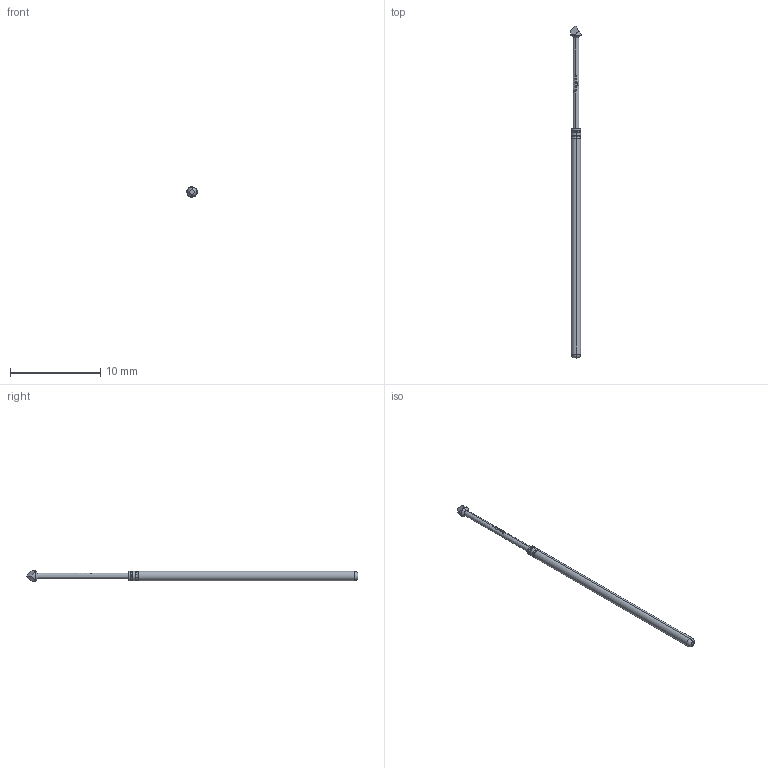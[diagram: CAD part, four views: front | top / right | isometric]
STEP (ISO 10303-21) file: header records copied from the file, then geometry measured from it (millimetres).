
FILE_DESCRIPTION (( 'STEP AP203' ), '1' );
FILE_NAME ('INGUN_GKS-035_207_115_A_xx00.STEP', '2022-05-09T12:36:44', ( 'ochi' ), ( '' ), 'SwSTEP 2.0', 'SolidWorks 2018', '' );
FILE_SCHEMA (( 'CONFIG_CONTROL_DESIGN' ));
Length unit declared in the file: millimetre
Products named in the file (1): INGUN_GKS-035_207_115_A_xx00
Bounding box: 1.15 x 36.8 x 1.15 mm (x, y, z)
Volume: 24.6 mm3; surface area: 107 mm2
Topology: 1 solids, 1 shells, 91 faces, 241 edges, 154 vertices
Faces by surface type: bspline 51, cone 15, torus 10, cylinder 10, plane 5
Entity records: 3733 total; most frequent: CARTESIAN_POINT 1888, ORIENTED_EDGE 482, EDGE_CURVE 241, DIRECTION 180, B_SPLINE_CURVE_WITH_KNOTS 174, VERTEX_POINT 154, EDGE_LOOP 93, FACE_OUTER_BOUND 91
